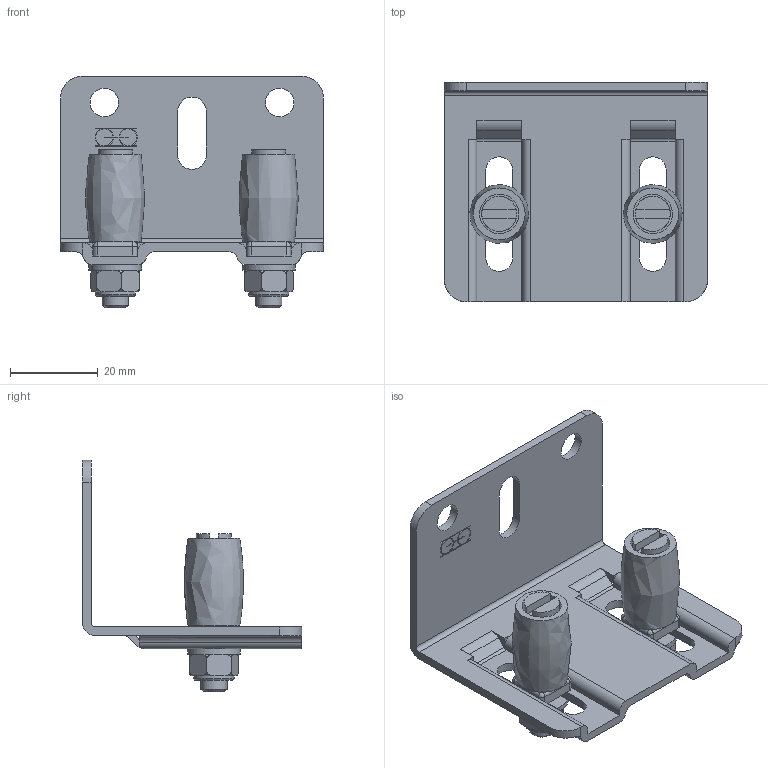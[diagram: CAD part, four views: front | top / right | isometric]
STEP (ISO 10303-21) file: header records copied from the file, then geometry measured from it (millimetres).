
FILE_DESCRIPTION(/* description */ ('','CAx-IF Rec.Pracs.---Representation and Presentation of Product Manufacturing Information (PMI)---4.0---2014-10-13'),/* implementation_level */ '2;1');
FILE_NAME(/* name */ '1128A.stp',/* time_stamp */ '2019-08-05T09:24:32+02:00',/* author */ ('DOMINIQUE'),/* organization */ (''),/* preprocessor_version */ 'ST-DEVELOPER v17.2',/* originating_system */ 'Autodesk Inventor 2019',/* authorisation */ '');
FILE_SCHEMA (('AP242_MANAGED_MODEL_BASED_3D_ENGINEERING_MIM_LF { 1 0 10303 442 1 1 4 }'));
Length unit declared in the file: millimetre
Products named in the file (7): 1128A; 20085-A; 09145; 17639; 14166; 15735; 06021
Assembly tree (11 placements, depth 2):
  1128A
    20085-A
    09145  x2
    17639  x2
    14166  x2
    15735  x2
    06021  x2
Bounding box: 60 x 50 x 52.8 mm (x, y, z)
Volume: 17631.4 mm3; surface area: 17465.8 mm2
Topology: 11 solids, 11 shells, 310 faces, 1040 edges, 988 vertices
Faces by surface type: plane 145, cylinder 76, bspline 69, sphere 8, cone 6, torus 6
Full cylindrical faces by diameter (mm): 4.917 x4, 6 x2, 6.2 x2, 6.4 x2, 6.5 x2, 8 x2, 9 x2, 9.182 x2, 12 x2
Entity records: 9907 total; most frequent: CARTESIAN_POINT 2951, ORIENTED_EDGE 1354, DIRECTION 1144, EDGE_CURVE 677, VERTEX_POINT 443, AXIS2_PLACEMENT_3D 385, LINE 374, VECTOR 374
